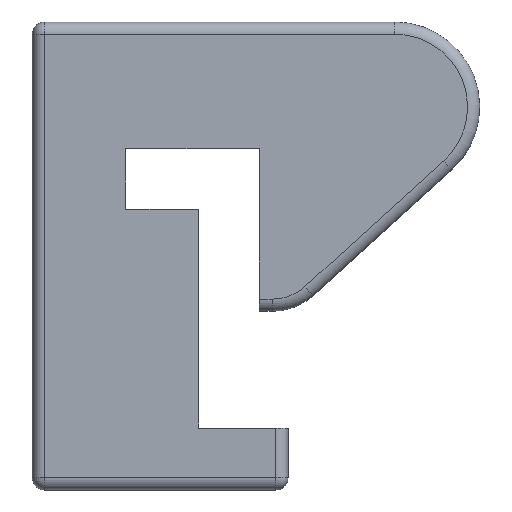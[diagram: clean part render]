
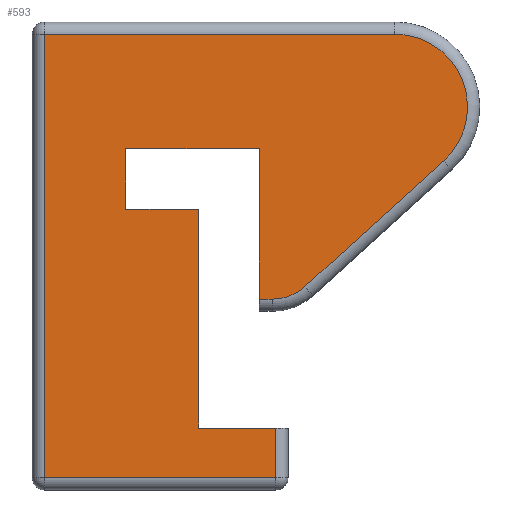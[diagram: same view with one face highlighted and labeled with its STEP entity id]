
A CAD part, front view. The second image highlights one B-rep face of the part: STEP entity #593.
In plain terms, the highlighted planar face has unit normal (0, -1, 0).
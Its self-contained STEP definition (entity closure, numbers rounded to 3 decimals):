
#162 = VERTEX_POINT('',#163);
#163 = CARTESIAN_POINT('',(-11.311,-3.,-7.521));
#169 = EDGE_CURVE('',#162,#170,#172,.T.);
#170 = VERTEX_POINT('',#171);
#171 = CARTESIAN_POINT('',(-4.944,-3.,-7.521));
#172 = LINE('',#173,#174);
#173 = CARTESIAN_POINT('',(-11.311,-3.,-7.521));
#174 = VECTOR('',#175,1.);
#175 = DIRECTION('',(1.,0.,0.));
#218 = VERTEX_POINT('',#219);
#219 = CARTESIAN_POINT('',(-11.311,-3.,10.479));
#225 = EDGE_CURVE('',#218,#162,#226,.T.);
#226 = LINE('',#227,#228);
#227 = CARTESIAN_POINT('',(-11.311,-3.,10.479));
#228 = VECTOR('',#229,1.);
#229 = DIRECTION('',(0.,0.,-1.));
#275 = EDGE_CURVE('',#218,#276,#278,.T.);
#276 = VERTEX_POINT('',#277);
#277 = CARTESIAN_POINT('',(-17.311,-3.,10.479));
#278 = LINE('',#279,#280);
#279 = CARTESIAN_POINT('',(-11.311,-3.,10.479));
#280 = VECTOR('',#281,1.);
#281 = DIRECTION('',(-1.,0.,0.));
#332 = EDGE_CURVE('',#276,#333,#335,.T.);
#333 = VERTEX_POINT('',#334);
#334 = CARTESIAN_POINT('',(-17.311,-3.,15.479));
#335 = LINE('',#336,#337);
#336 = CARTESIAN_POINT('',(-17.311,-3.,10.479));
#337 = VECTOR('',#338,1.);
#338 = DIRECTION('',(0.,0.,1.));
#389 = EDGE_CURVE('',#333,#390,#392,.T.);
#390 = VERTEX_POINT('',#391);
#391 = CARTESIAN_POINT('',(-6.311,-3.,15.479));
#392 = LINE('',#393,#394);
#393 = CARTESIAN_POINT('',(-17.311,-3.,15.479));
#394 = VECTOR('',#395,1.);
#395 = DIRECTION('',(1.,0.,0.));
#457 = EDGE_CURVE('',#390,#458,#460,.T.);
#458 = VERTEX_POINT('',#459);
#459 = CARTESIAN_POINT('',(-6.311,-3.,3.088));
#460 = LINE('',#461,#462);
#461 = CARTESIAN_POINT('',(-6.311,-3.,15.479));
#462 = VECTOR('',#463,1.);
#463 = DIRECTION('',(0.,0.,-1.));
#573 = VERTEX_POINT('',#574);
#574 = CARTESIAN_POINT('',(-4.944,-3.,-11.624));
#581 = EDGE_CURVE('',#573,#170,#582,.T.);
#582 = LINE('',#583,#584);
#583 = CARTESIAN_POINT('',(-4.944,-3.,-11.624));
#584 = VECTOR('',#585,1.);
#585 = DIRECTION('',(0.,0.,1.));
#593 = ADVANCED_FACE('',(#594),#659,.F.);
#594 = FACE_BOUND('',#595,.F.);
#595 = EDGE_LOOP('',(#596,#597,#598,#606,#614,#622,#631,#639,#648,#654,
    #655,#656,#657,#658));
#596 = ORIENTED_EDGE('',*,*,#169,.T.);
#597 = ORIENTED_EDGE('',*,*,#581,.F.);
#598 = ORIENTED_EDGE('',*,*,#599,.T.);
#599 = EDGE_CURVE('',#573,#600,#602,.T.);
#600 = VERTEX_POINT('',#601);
#601 = CARTESIAN_POINT('',(-24.,-3.,-11.624));
#602 = LINE('',#603,#604);
#603 = CARTESIAN_POINT('',(-3.944,-3.,-11.624));
#604 = VECTOR('',#605,1.);
#605 = DIRECTION('',(-1.,0.,0.));
#606 = ORIENTED_EDGE('',*,*,#607,.T.);
#607 = EDGE_CURVE('',#600,#608,#610,.T.);
#608 = VERTEX_POINT('',#609);
#609 = CARTESIAN_POINT('',(-24.,-3.,24.9));
#610 = LINE('',#611,#612);
#611 = CARTESIAN_POINT('',(-24.,-3.,-12.624));
#612 = VECTOR('',#613,1.);
#613 = DIRECTION('',(0.,0.,1.));
#614 = ORIENTED_EDGE('',*,*,#615,.T.);
#615 = EDGE_CURVE('',#608,#616,#618,.T.);
#616 = VERTEX_POINT('',#617);
#617 = CARTESIAN_POINT('',(4.83,-3.,24.9));
#618 = LINE('',#619,#620);
#619 = CARTESIAN_POINT('',(-25.,-3.,24.9));
#620 = VECTOR('',#621,1.);
#621 = DIRECTION('',(1.,0.,0.));
#622 = ORIENTED_EDGE('',*,*,#623,.T.);
#623 = EDGE_CURVE('',#616,#624,#626,.T.);
#624 = VERTEX_POINT('',#625);
#625 = CARTESIAN_POINT('',(8.856,-3.,14.451));
#626 = CIRCLE('',#627,6.);
#627 = AXIS2_PLACEMENT_3D('',#628,#629,#630);
#628 = CARTESIAN_POINT('',(4.83,-3.,18.9));
#629 = DIRECTION('',(0.,1.,0.));
#630 = DIRECTION('',(0.,0.,1.));
#631 = ORIENTED_EDGE('',*,*,#632,.T.);
#632 = EDGE_CURVE('',#624,#633,#635,.T.);
#633 = VERTEX_POINT('',#634);
#634 = CARTESIAN_POINT('',(-2.56,-3.,4.122));
#635 = LINE('',#636,#637);
#636 = CARTESIAN_POINT('',(8.856,-3.,14.451));
#637 = VECTOR('',#638,1.);
#638 = DIRECTION('',(-0.742,0.,-0.671
    ));
#639 = ORIENTED_EDGE('',*,*,#640,.T.);
#640 = EDGE_CURVE('',#633,#641,#643,.T.);
#641 = VERTEX_POINT('',#642);
#642 = CARTESIAN_POINT('',(-5.244,-3.,3.088));
#643 = CIRCLE('',#644,4.);
#644 = AXIS2_PLACEMENT_3D('',#645,#646,#647);
#645 = CARTESIAN_POINT('',(-5.244,-3.,7.088));
#646 = DIRECTION('',(0.,1.,0.));
#647 = DIRECTION('',(0.671,0.,-0.742)
  );
#648 = ORIENTED_EDGE('',*,*,#649,.T.);
#649 = EDGE_CURVE('',#641,#458,#650,.T.);
#650 = LINE('',#651,#652);
#651 = CARTESIAN_POINT('',(-5.244,-3.,3.088));
#652 = VECTOR('',#653,1.);
#653 = DIRECTION('',(-1.,0.,0.));
#654 = ORIENTED_EDGE('',*,*,#457,.F.);
#655 = ORIENTED_EDGE('',*,*,#389,.F.);
#656 = ORIENTED_EDGE('',*,*,#332,.F.);
#657 = ORIENTED_EDGE('',*,*,#275,.F.);
#658 = ORIENTED_EDGE('',*,*,#225,.T.);
#659 = PLANE('',#660);
#660 = AXIS2_PLACEMENT_3D('',#661,#662,#663);
#661 = CARTESIAN_POINT('',(-7.775,-3.,9.775));
#662 = DIRECTION('',(0.,1.,0.));
#663 = DIRECTION('',(0.,0.,1.));
